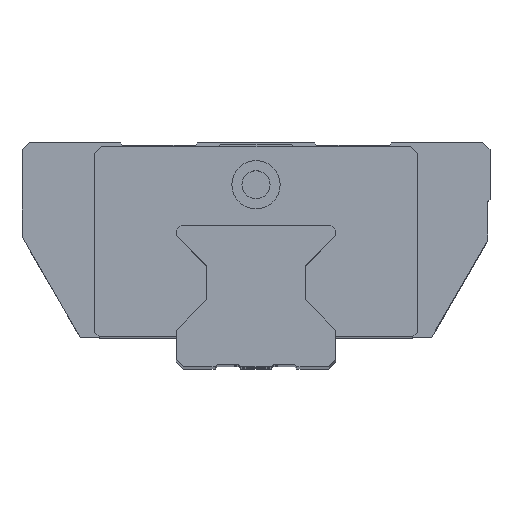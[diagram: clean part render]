
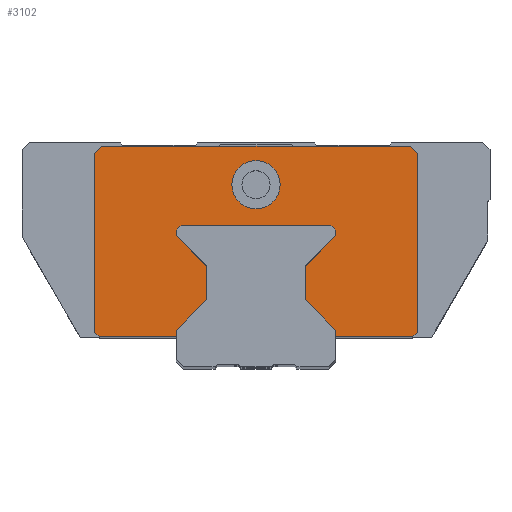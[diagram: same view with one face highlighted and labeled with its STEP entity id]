
A CAD part, top view. The second image highlights one B-rep face of the part: STEP entity #3102.
In plain terms, the highlighted planar face has unit normal (0, 0, 1).
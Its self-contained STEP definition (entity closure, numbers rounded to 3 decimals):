
#837=DIRECTION('',(1.,0.,0.));
#838=VECTOR('',#837,66.);
#839=CARTESIAN_POINT('',(-33.,47.2,75.75));
#840=LINE('',#839,#838);
#841=DIRECTION('',(0.707,-0.707,0.));
#842=VECTOR('',#841,2.121);
#843=CARTESIAN_POINT('',(33.,47.2,75.75));
#844=LINE('',#843,#842);
#845=DIRECTION('',(0.,-1.,0.));
#846=VECTOR('',#845,38.2);
#847=CARTESIAN_POINT('',(34.5,45.7,75.75));
#848=LINE('',#847,#846);
#849=DIRECTION('',(-0.707,-0.707,0.));
#850=VECTOR('',#849,1.414);
#851=CARTESIAN_POINT('',(34.5,7.5,75.75));
#852=LINE('',#851,#850);
#853=DIRECTION('',(-1.,0.,0.));
#854=VECTOR('',#853,16.5);
#855=CARTESIAN_POINT('',(33.5,6.5,75.75));
#856=LINE('',#855,#854);
#857=DIRECTION('',(0.,1.,0.));
#858=VECTOR('',#857,1.31);
#859=CARTESIAN_POINT('',(17.,6.5,75.75));
#860=LINE('',#859,#858);
#861=DIRECTION('',(-0.707,0.707,0.));
#862=VECTOR('',#861,9.192);
#863=CARTESIAN_POINT('',(17.,7.81,75.75));
#864=LINE('',#863,#862);
#865=DIRECTION('',(0.,1.,0.));
#866=VECTOR('',#865,7.29);
#867=CARTESIAN_POINT('',(10.5,14.31,75.75));
#868=LINE('',#867,#866);
#869=DIRECTION('',(0.707,0.707,0.));
#870=VECTOR('',#869,9.192);
#871=CARTESIAN_POINT('',(10.5,21.6,75.75));
#872=LINE('',#871,#870);
#873=DIRECTION('',(0.,1.,0.));
#874=VECTOR('',#873,1.1);
#875=CARTESIAN_POINT('',(17.,28.1,75.75));
#876=LINE('',#875,#874);
#877=DIRECTION('',(-0.707,0.707,0.));
#878=VECTOR('',#877,1.414);
#879=CARTESIAN_POINT('',(17.,29.2,75.75));
#880=LINE('',#879,#878);
#881=DIRECTION('',(-1.,0.,0.));
#882=VECTOR('',#881,32.);
#883=CARTESIAN_POINT('',(16.,30.2,75.75));
#884=LINE('',#883,#882);
#885=DIRECTION('',(-0.707,-0.707,0.));
#886=VECTOR('',#885,1.414);
#887=CARTESIAN_POINT('',(-16.,30.2,75.75));
#888=LINE('',#887,#886);
#889=DIRECTION('',(0.,-1.,0.));
#890=VECTOR('',#889,1.1);
#891=CARTESIAN_POINT('',(-17.,29.2,75.75));
#892=LINE('',#891,#890);
#893=DIRECTION('',(0.707,-0.707,0.));
#894=VECTOR('',#893,9.192);
#895=CARTESIAN_POINT('',(-17.,28.1,75.75));
#896=LINE('',#895,#894);
#897=DIRECTION('',(0.,-1.,0.));
#898=VECTOR('',#897,7.29);
#899=CARTESIAN_POINT('',(-10.5,21.6,75.75));
#900=LINE('',#899,#898);
#901=DIRECTION('',(-0.707,-0.707,0.));
#902=VECTOR('',#901,9.192);
#903=CARTESIAN_POINT('',(-10.5,14.31,75.75));
#904=LINE('',#903,#902);
#905=DIRECTION('',(0.,-1.,0.));
#906=VECTOR('',#905,1.31);
#907=CARTESIAN_POINT('',(-17.,7.81,75.75));
#908=LINE('',#907,#906);
#909=DIRECTION('',(-1.,0.,0.));
#910=VECTOR('',#909,16.5);
#911=CARTESIAN_POINT('',(-17.,6.5,75.75));
#912=LINE('',#911,#910);
#913=DIRECTION('',(-0.707,0.707,0.));
#914=VECTOR('',#913,1.414);
#915=CARTESIAN_POINT('',(-33.5,6.5,75.75));
#916=LINE('',#915,#914);
#917=DIRECTION('',(0.,1.,0.));
#918=VECTOR('',#917,38.2);
#919=CARTESIAN_POINT('',(-34.5,7.5,75.75));
#920=LINE('',#919,#918);
#921=DIRECTION('',(0.707,0.707,0.));
#922=VECTOR('',#921,2.121);
#923=CARTESIAN_POINT('',(-34.5,45.7,75.75));
#924=LINE('',#923,#922);
#925=CARTESIAN_POINT('',(0.,39.,75.75));
#926=DIRECTION('',(0.,0.,1.));
#927=DIRECTION('',(1.,0.,0.));
#928=AXIS2_PLACEMENT_3D('',#925,#926,#927);
#930=CARTESIAN_POINT('',(0.,39.,75.75));
#931=DIRECTION('',(0.,0.,1.));
#932=DIRECTION('',(-1.,0.,0.));
#933=AXIS2_PLACEMENT_3D('',#930,#931,#932);
#1655=CARTESIAN_POINT('',(33.,47.2,75.75));
#1656=VERTEX_POINT('',#1655);
#1657=CARTESIAN_POINT('',(-33.,47.2,75.75));
#1658=VERTEX_POINT('',#1657);
#1667=CARTESIAN_POINT('',(34.5,45.7,75.75));
#1668=VERTEX_POINT('',#1667);
#1711=CARTESIAN_POINT('',(-34.5,45.7,75.75));
#1712=VERTEX_POINT('',#1711);
#1713=CARTESIAN_POINT('',(-34.5,7.5,75.75));
#1714=VERTEX_POINT('',#1713);
#1715=CARTESIAN_POINT('',(-33.5,6.5,75.75));
#1716=VERTEX_POINT('',#1715);
#1725=CARTESIAN_POINT('',(-17.,6.5,75.75));
#1726=VERTEX_POINT('',#1725);
#1794=CARTESIAN_POINT('',(17.,6.5,75.75));
#1795=VERTEX_POINT('',#1794);
#1796=CARTESIAN_POINT('',(33.5,6.5,75.75));
#1797=VERTEX_POINT('',#1796);
#1798=CARTESIAN_POINT('',(34.5,7.5,75.75));
#1799=VERTEX_POINT('',#1798);
#1800=CARTESIAN_POINT('',(17.,7.81,75.75));
#1801=VERTEX_POINT('',#1800);
#1802=CARTESIAN_POINT('',(10.5,14.31,75.75));
#1803=VERTEX_POINT('',#1802);
#1804=CARTESIAN_POINT('',(10.5,21.6,75.75));
#1805=VERTEX_POINT('',#1804);
#1806=CARTESIAN_POINT('',(17.,28.1,75.75));
#1807=VERTEX_POINT('',#1806);
#1808=CARTESIAN_POINT('',(17.,29.2,75.75));
#1809=VERTEX_POINT('',#1808);
#1810=CARTESIAN_POINT('',(16.,30.2,75.75));
#1811=VERTEX_POINT('',#1810);
#1812=CARTESIAN_POINT('',(-16.,30.2,75.75));
#1813=VERTEX_POINT('',#1812);
#1814=CARTESIAN_POINT('',(-17.,29.2,75.75));
#1815=VERTEX_POINT('',#1814);
#1816=CARTESIAN_POINT('',(-17.,28.1,75.75));
#1817=VERTEX_POINT('',#1816);
#1818=CARTESIAN_POINT('',(-10.5,21.6,75.75));
#1819=VERTEX_POINT('',#1818);
#1820=CARTESIAN_POINT('',(-10.5,14.31,75.75));
#1821=VERTEX_POINT('',#1820);
#1822=CARTESIAN_POINT('',(-17.,7.81,75.75));
#1823=VERTEX_POINT('',#1822);
#1824=CARTESIAN_POINT('',(5.15,39.,75.75));
#1825=CARTESIAN_POINT('',(-5.15,39.,75.75));
#1826=VERTEX_POINT('',#1824);
#1827=VERTEX_POINT('',#1825);
#3053=CARTESIAN_POINT('',(0.,0.,75.75));
#3054=DIRECTION('',(0.,0.,1.));
#3055=DIRECTION('',(1.,0.,0.));
#3056=AXIS2_PLACEMENT_3D('',#3053,#3054,#3055);
#3057=PLANE('',#3056);
#3058=ORIENTED_EDGE('',*,*,#2375,.T.);
#3059=ORIENTED_EDGE('',*,*,#2391,.T.);
#3060=ORIENTED_EDGE('',*,*,#2405,.T.);
#3061=ORIENTED_EDGE('',*,*,#2446,.T.);
#3062=ORIENTED_EDGE('',*,*,#2468,.T.);
#3064=ORIENTED_EDGE('',*,*,#3063,.T.);
#3066=ORIENTED_EDGE('',*,*,#3065,.T.);
#3068=ORIENTED_EDGE('',*,*,#3067,.T.);
#3070=ORIENTED_EDGE('',*,*,#3069,.T.);
#3072=ORIENTED_EDGE('',*,*,#3071,.T.);
#3074=ORIENTED_EDGE('',*,*,#3073,.T.);
#3076=ORIENTED_EDGE('',*,*,#3075,.T.);
#3078=ORIENTED_EDGE('',*,*,#3077,.T.);
#3080=ORIENTED_EDGE('',*,*,#3079,.T.);
#3082=ORIENTED_EDGE('',*,*,#3081,.T.);
#3084=ORIENTED_EDGE('',*,*,#3083,.T.);
#3086=ORIENTED_EDGE('',*,*,#3085,.T.);
#3088=ORIENTED_EDGE('',*,*,#3087,.T.);
#3089=ORIENTED_EDGE('',*,*,#3027,.T.);
#3090=ORIENTED_EDGE('',*,*,#3047,.T.);
#3091=ORIENTED_EDGE('',*,*,#2202,.T.);
#3093=ORIENTED_EDGE('',*,*,#3092,.T.);
#3094=EDGE_LOOP('',(#3058,#3059,#3060,#3061,#3062,#3064,#3066,#3068,#3070,#3072,
#3074,#3076,#3078,#3080,#3082,#3084,#3086,#3088,#3089,#3090,#3091,#3093));
#3095=FACE_OUTER_BOUND('',#3094,.F.);
#3097=ORIENTED_EDGE('',*,*,#3096,.T.);
#3099=ORIENTED_EDGE('',*,*,#3098,.T.);
#3100=EDGE_LOOP('',(#3097,#3099));
#3101=FACE_BOUND('',#3100,.F.);
#3102=ADVANCED_FACE('',(#3095,#3101),#3057,.T.);
#929=CIRCLE('',#928,5.15);
#934=CIRCLE('',#933,5.15);
#2202=EDGE_CURVE('',#1714,#1712,#920,.T.);
#2375=EDGE_CURVE('',#1658,#1656,#840,.T.);
#2391=EDGE_CURVE('',#1656,#1668,#844,.T.);
#2405=EDGE_CURVE('',#1668,#1799,#848,.T.);
#2446=EDGE_CURVE('',#1799,#1797,#852,.T.);
#2468=EDGE_CURVE('',#1797,#1795,#856,.T.);
#3027=EDGE_CURVE('',#1726,#1716,#912,.T.);
#3047=EDGE_CURVE('',#1716,#1714,#916,.T.);
#3063=EDGE_CURVE('',#1795,#1801,#860,.T.);
#3065=EDGE_CURVE('',#1801,#1803,#864,.T.);
#3067=EDGE_CURVE('',#1803,#1805,#868,.T.);
#3069=EDGE_CURVE('',#1805,#1807,#872,.T.);
#3071=EDGE_CURVE('',#1807,#1809,#876,.T.);
#3073=EDGE_CURVE('',#1809,#1811,#880,.T.);
#3075=EDGE_CURVE('',#1811,#1813,#884,.T.);
#3077=EDGE_CURVE('',#1813,#1815,#888,.T.);
#3079=EDGE_CURVE('',#1815,#1817,#892,.T.);
#3081=EDGE_CURVE('',#1817,#1819,#896,.T.);
#3083=EDGE_CURVE('',#1819,#1821,#900,.T.);
#3085=EDGE_CURVE('',#1821,#1823,#904,.T.);
#3087=EDGE_CURVE('',#1823,#1726,#908,.T.);
#3092=EDGE_CURVE('',#1712,#1658,#924,.T.);
#3096=EDGE_CURVE('',#1826,#1827,#929,.T.);
#3098=EDGE_CURVE('',#1827,#1826,#934,.T.);
